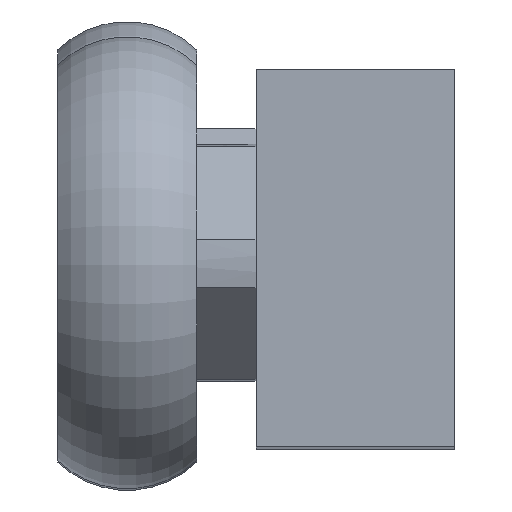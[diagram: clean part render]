
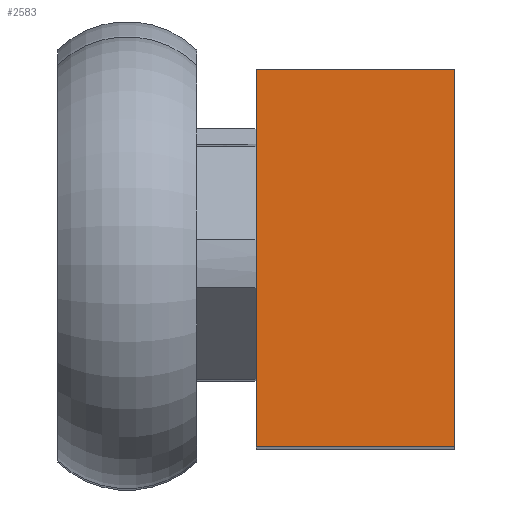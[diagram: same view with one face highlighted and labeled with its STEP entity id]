
A CAD part, top view. The second image highlights one B-rep face of the part: STEP entity #2583.
In plain terms, the highlighted planar face has unit normal (0, 0, 1).
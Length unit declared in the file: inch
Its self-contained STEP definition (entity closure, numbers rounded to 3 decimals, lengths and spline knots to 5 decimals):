
#239 = CARTESIAN_POINT ( 'NONE',  ( 0.64961, 0.375, -0.7874 ) ) ;
#338 = VERTEX_POINT ( 'NONE', #22523 ) ;
#1600 = VECTOR ( 'NONE', #29616, 39.37008 ) ;
#2136 = PLANE ( 'NONE',  #30553 ) ;
#2583 = ADVANCED_FACE ( 'NONE', ( #62668 ), #2136, .T. ) ;
#3653 = ORIENTED_EDGE ( 'NONE', *, *, #19910, .T. ) ;
#4583 = VERTEX_POINT ( 'NONE', #239 ) ;
#5940 = CARTESIAN_POINT ( 'NONE',  ( 0.59646, 0.375, -0.7874 ) ) ;
#6227 = VECTOR ( 'NONE', #38648, 39.37008 ) ;
#10107 = CARTESIAN_POINT ( 'NONE',  ( 1.09646, -0.375, -0.7874 ) ) ;
#12434 = CARTESIAN_POINT ( 'NONE',  ( 1.04331, 0.375, -0.7874 ) ) ;
#13594 = EDGE_CURVE ( 'NONE', #338, #50201, #33490, .T. ) ;
#15351 = ORIENTED_EDGE ( 'NONE', *, *, #52891, .T. ) ;
#16437 = EDGE_LOOP ( 'NONE', ( #3653, #19844, #15351, #22856 ) ) ;
#16680 = EDGE_CURVE ( 'NONE', #4583, #28905, #57179, .T. ) ;
#19844 = ORIENTED_EDGE ( 'NONE', *, *, #13594, .T. ) ;
#19910 = EDGE_CURVE ( 'NONE', #28905, #338, #54700, .T. ) ;
#22523 = CARTESIAN_POINT ( 'NONE',  ( 1.04331, -0.375, -0.7874 ) ) ;
#22856 = ORIENTED_EDGE ( 'NONE', *, *, #16680, .T. ) ;
#23535 = DIRECTION ( 'NONE',  ( -1., 0., 0. ) ) ;
#26379 = DIRECTION ( 'NONE',  ( 0., -1., 0. ) ) ;
#26400 = CARTESIAN_POINT ( 'NONE',  ( 0.64961, -0.375, -0.7874 ) ) ;
#26611 = VECTOR ( 'NONE', #23535, 39.37008 ) ;
#28006 = CARTESIAN_POINT ( 'NONE',  ( 1.09646, 0.375, -0.7874 ) ) ;
#28421 = VECTOR ( 'NONE', #56876, 39.37008 ) ;
#28905 = VERTEX_POINT ( 'NONE', #26400 ) ;
#29616 = DIRECTION ( 'NONE',  ( 1., 0., 0. ) ) ;
#30553 = AXIS2_PLACEMENT_3D ( 'NONE', #5940, #41175, #26379 ) ;
#33490 = LINE ( 'NONE', #57625, #6227 ) ;
#38648 = DIRECTION ( 'NONE',  ( 0., 1., 0. ) ) ;
#41175 = DIRECTION ( 'NONE',  ( 0., 0., 1. ) ) ;
#47012 = LINE ( 'NONE', #28006, #26611 ) ;
#47891 = CARTESIAN_POINT ( 'NONE',  ( 0.64961, 0.375, -0.7874 ) ) ;
#50201 = VERTEX_POINT ( 'NONE', #12434 ) ;
#52891 = EDGE_CURVE ( 'NONE', #50201, #4583, #47012, .T. ) ;
#54700 = LINE ( 'NONE', #10107, #1600 ) ;
#56876 = DIRECTION ( 'NONE',  ( 0., -1., 0. ) ) ;
#57179 = LINE ( 'NONE', #47891, #28421 ) ;
#57625 = CARTESIAN_POINT ( 'NONE',  ( 1.04331, 0.375, -0.7874 ) ) ;
#62668 = FACE_OUTER_BOUND ( 'NONE', #16437, .T. ) ;
